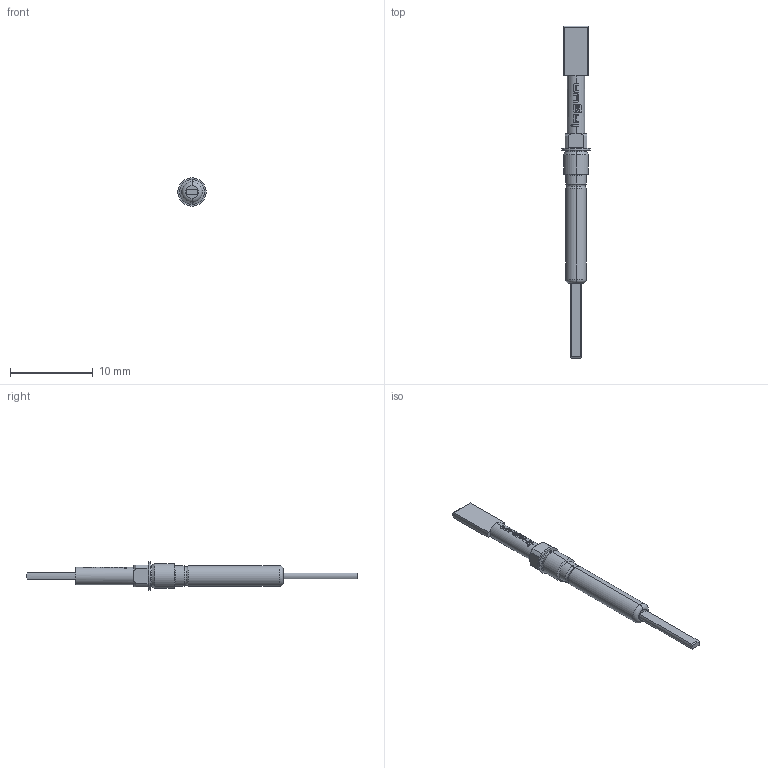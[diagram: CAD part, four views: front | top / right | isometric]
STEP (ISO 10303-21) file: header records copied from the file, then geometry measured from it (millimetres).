
FILE_DESCRIPTION (( 'STEP AP203' ), '1' );
FILE_NAME ('INGUN_GKS-747_329_298_A_xx02_M.STEP', '2021-11-03T09:20:26', ( 'ochi' ), ( '' ), 'SwSTEP 2.0', 'SolidWorks 2018', '' );
FILE_SCHEMA (( 'CONFIG_CONTROL_DESIGN' ));
Length unit declared in the file: millimetre
Products named in the file (1): INGUN_GKS-747_329_298_A_xx02_M
Bounding box: 3.4 x 40 x 3.4 mm (x, y, z)
Volume: 142.8 mm3; surface area: 289.1 mm2
Topology: 1 solids, 1 shells, 144 faces, 382 edges, 244 vertices
Faces by surface type: plane 65, cylinder 39, bspline 22, cone 10, torus 8
Entity records: 4869 total; most frequent: CARTESIAN_POINT 1367, ORIENTED_EDGE 764, DIRECTION 670, EDGE_CURVE 382, AXIS2_PLACEMENT_3D 267, VERTEX_POINT 244, EDGE_LOOP 148, ADVANCED_FACE 144
